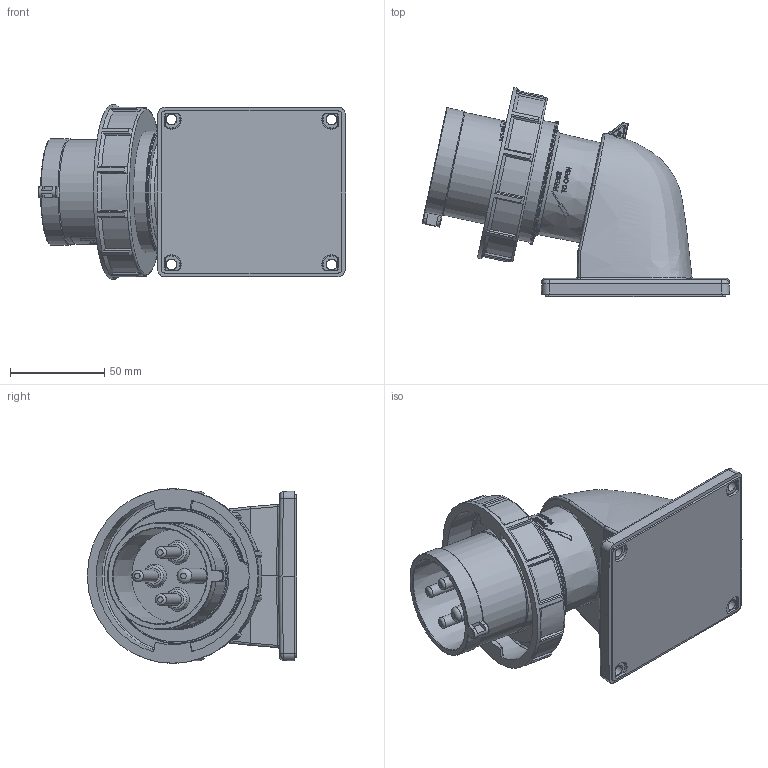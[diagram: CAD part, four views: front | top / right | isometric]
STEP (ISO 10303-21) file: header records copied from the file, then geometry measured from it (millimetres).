
FILE_DESCRIPTION (( 'STEP AP203' ), '1' );
FILE_NAME ('777242-6.STEP', '2017-12-20T12:53:59', ( '' ), ( '' ), 'SwSTEP 2.0', 'SolidWorks 2016', '' );
FILE_SCHEMA (( 'CONFIG_CONTROL_DESIGN' ));
Length unit declared in the file: millimetre
Products named in the file (1): 777242-6
Bounding box: 163.1 x 110.96 x 92.5 mm (x, y, z)
Volume: 446988 mm3; surface area: 78076.7 mm2
Topology: 1 solids, 1 shells, 766 faces, 1977 edges, 1269 vertices
Faces by surface type: plane 342, bspline 191, cylinder 111, cone 74, torus 36, sphere 12
Full cylindrical faces by diameter (mm): 6 x3, 8 x1, 55.646 x2, 56.9 x1, 64.6 x1, 66.5 x1, 72 x1, 83 x1, 92.5 x1
Entity records: 33158 total; most frequent: CARTESIAN_POINT 16768, ORIENTED_EDGE 3826, DIRECTION 2667, EDGE_CURVE 1913, VERTEX_POINT 1249, AXIS2_PLACEMENT_3D 982, EDGE_LOOP 874, FACE_OUTER_BOUND 792
